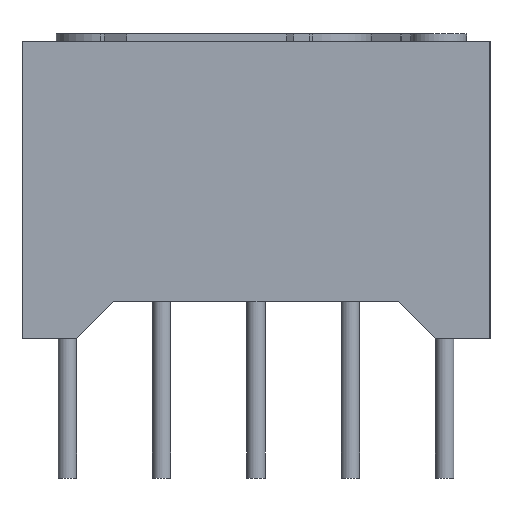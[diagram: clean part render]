
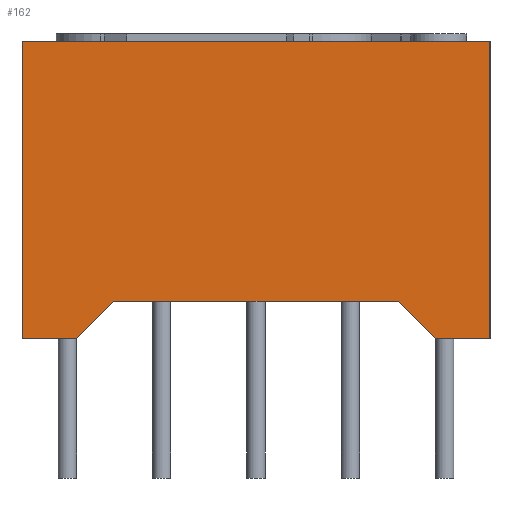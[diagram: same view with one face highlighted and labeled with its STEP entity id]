
A CAD part, left-side view. The second image highlights one B-rep face of the part: STEP entity #162.
In plain terms, the highlighted planar face has unit normal (-1, 0, 0).
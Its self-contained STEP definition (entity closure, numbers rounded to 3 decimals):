
#73 = VERTEX_POINT('',#74);
#74 = CARTESIAN_POINT('',(-1.905,-0.25,0.));
#80 = EDGE_CURVE('',#73,#81,#83,.T.);
#81 = VERTEX_POINT('',#82);
#82 = CARTESIAN_POINT('',(-1.905,1.22,0.));
#83 = LINE('',#84,#85);
#84 = CARTESIAN_POINT('',(-1.905,-11.38,0.));
#85 = VECTOR('',#86,1.);
#86 = DIRECTION('',(0.,1.,0.));
#134 = EDGE_CURVE('',#73,#135,#137,.T.);
#135 = VERTEX_POINT('',#136);
#136 = CARTESIAN_POINT('',(-1.905,-1.25,1.));
#137 = LINE('',#138,#139);
#138 = CARTESIAN_POINT('',(-1.905,-3.283,3.033));
#139 = VECTOR('',#140,1.);
#140 = DIRECTION('',(0.,-0.707,0.707));
#162 = ADVANCED_FACE('',(#163),#213,.T.);
#163 = FACE_BOUND('',#164,.T.);
#164 = EDGE_LOOP('',(#165,#175,#183,#191,#197,#198,#199,#207));
#165 = ORIENTED_EDGE('',*,*,#166,.F.);
#166 = EDGE_CURVE('',#167,#169,#171,.T.);
#167 = VERTEX_POINT('',#168);
#168 = CARTESIAN_POINT('',(-1.905,-11.38,0.));
#169 = VERTEX_POINT('',#170);
#170 = CARTESIAN_POINT('',(-1.905,-9.91,0.));
#171 = LINE('',#172,#173);
#172 = CARTESIAN_POINT('',(-1.905,-11.38,0.));
#173 = VECTOR('',#174,1.);
#174 = DIRECTION('',(0.,1.,0.));
#175 = ORIENTED_EDGE('',*,*,#176,.T.);
#176 = EDGE_CURVE('',#167,#177,#179,.T.);
#177 = VERTEX_POINT('',#178);
#178 = CARTESIAN_POINT('',(-1.905,-11.38,8.));
#179 = LINE('',#180,#181);
#180 = CARTESIAN_POINT('',(-1.905,-11.38,0.));
#181 = VECTOR('',#182,1.);
#182 = DIRECTION('',(0.,0.,1.));
#183 = ORIENTED_EDGE('',*,*,#184,.T.);
#184 = EDGE_CURVE('',#177,#185,#187,.T.);
#185 = VERTEX_POINT('',#186);
#186 = CARTESIAN_POINT('',(-1.905,1.22,8.));
#187 = LINE('',#188,#189);
#188 = CARTESIAN_POINT('',(-1.905,-11.38,8.));
#189 = VECTOR('',#190,1.);
#190 = DIRECTION('',(0.,1.,0.));
#191 = ORIENTED_EDGE('',*,*,#192,.F.);
#192 = EDGE_CURVE('',#81,#185,#193,.T.);
#193 = LINE('',#194,#195);
#194 = CARTESIAN_POINT('',(-1.905,1.22,0.));
#195 = VECTOR('',#196,1.);
#196 = DIRECTION('',(0.,0.,1.));
#197 = ORIENTED_EDGE('',*,*,#80,.F.);
#198 = ORIENTED_EDGE('',*,*,#134,.T.);
#199 = ORIENTED_EDGE('',*,*,#200,.F.);
#200 = EDGE_CURVE('',#201,#135,#203,.T.);
#201 = VERTEX_POINT('',#202);
#202 = CARTESIAN_POINT('',(-1.905,-8.91,1.));
#203 = LINE('',#204,#205);
#204 = CARTESIAN_POINT('',(-1.905,-5.815,1.));
#205 = VECTOR('',#206,1.);
#206 = DIRECTION('',(0.,1.,0.));
#207 = ORIENTED_EDGE('',*,*,#208,.T.);
#208 = EDGE_CURVE('',#201,#169,#209,.T.);
#209 = LINE('',#210,#211);
#210 = CARTESIAN_POINT('',(-1.905,-10.028,-0.118));
#211 = VECTOR('',#212,1.);
#212 = DIRECTION('',(0.,-0.707,-0.707));
#213 = PLANE('',#214);
#214 = AXIS2_PLACEMENT_3D('',#215,#216,#217);
#215 = CARTESIAN_POINT('',(-1.905,-11.38,0.));
#216 = DIRECTION('',(-1.,0.,0.));
#217 = DIRECTION('',(0.,1.,0.));
